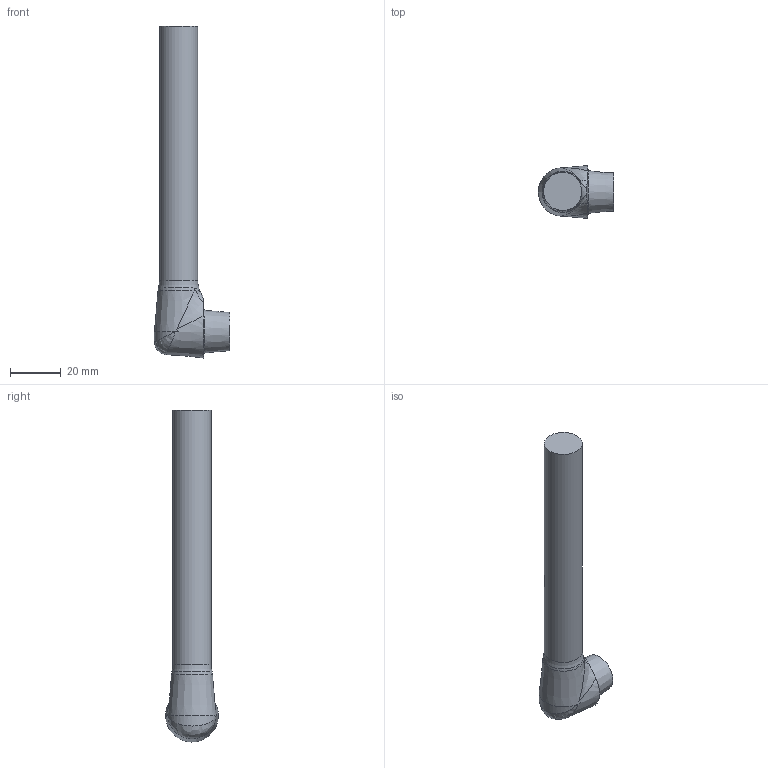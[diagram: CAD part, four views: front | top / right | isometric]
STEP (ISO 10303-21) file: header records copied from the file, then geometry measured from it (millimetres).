
FILE_DESCRIPTION(/* description */ ('STEP AP214'),/* implementation_level */ '2;1');
FILE_NAME(/* name */ '62cd28aead71cd526ae76eff',/* time_stamp */ '2022-07-12T07:57:42+00:00',/* author */ (''),/* organization */ (''),/* preprocessor_version */ 'ST-DEVELOPER v18.102',/* originating_system */ ' ',/* authorisation */ ' ');
FILE_SCHEMA (('AUTOMOTIVE_DESIGN {1 0 10303 214 3 1 1}'));
Length unit declared in the file: metre
Products named in the file (1): Brazo 2
Bounding box: 29.51 x 20.72 x 130.37 mm (x, y, z)
Volume: 27440.2 mm3; surface area: 7342.6 mm2
Topology: 1 solids, 1 shells, 17 faces, 42 edges, 25 vertices
Faces by surface type: bspline 5, cone 4, plane 4, cylinder 2, torus 2
Full cylindrical faces by diameter (mm): 15 x1
Entity records: 726 total; most frequent: CARTESIAN_POINT 382, ORIENTED_EDGE 66, DIRECTION 56, EDGE_CURVE 33, AXIS2_PLACEMENT_3D 27, VERTEX_POINT 22, EDGE_LOOP 21, FACE_BOUND 21
